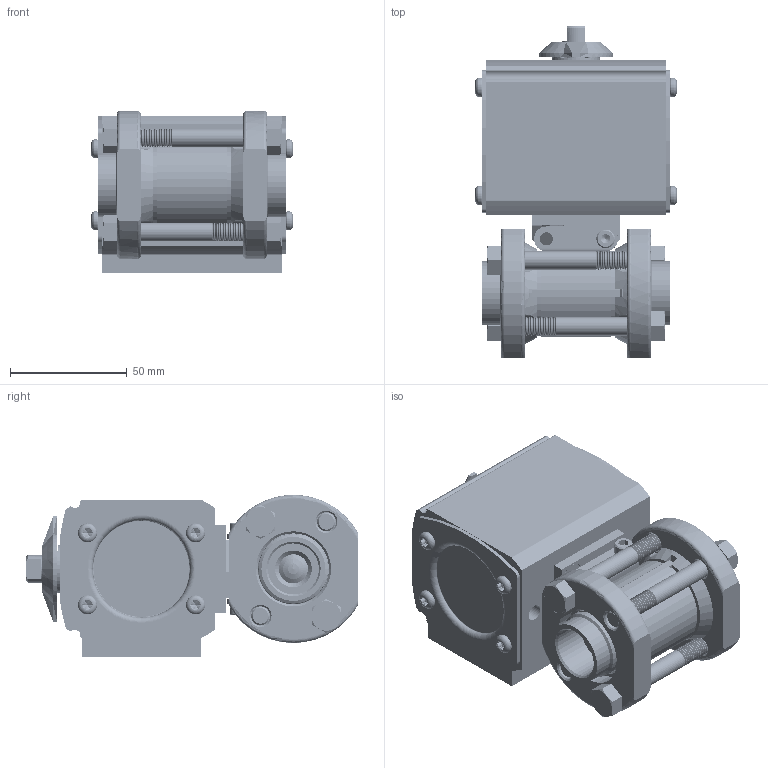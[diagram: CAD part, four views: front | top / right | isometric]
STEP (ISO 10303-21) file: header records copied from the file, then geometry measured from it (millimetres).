
FILE_DESCRIPTION (( 'STEP AP203' ), '1' );
FILE_NAME ('25XXSWSA512D.step', '2018-09-04T19:33:26', ( '' ), ( '' ), 'SwSTEP 2.0', 'SolidWorks 2018', '' );
FILE_SCHEMA (( 'CONFIG_CONTROL_DESIGN' ));
Products named in the file (1): 25XXSWSA512D
Bounding box: 86.49 x 142.33 x 69.6 mm (x, y, z)
Volume: 351782.8 mm3; surface area: 140518.9 mm2
Topology: 38 solids, 38 shells, 2993 faces, 8163 edges, 5265 vertices
Faces by surface type: cylinder 1451, cone 880, plane 470, torus 116, bspline 74, sphere 2
Entity records: 124893 total; most frequent: CARTESIAN_POINT 52251, ORIENTED_EDGE 16074, DIRECTION 14877, EDGE_CURVE 8037, AXIS2_PLACEMENT_3D 5976, VERTEX_POINT 5261, EDGE_LOOP 3236, CIRCLE 3056
